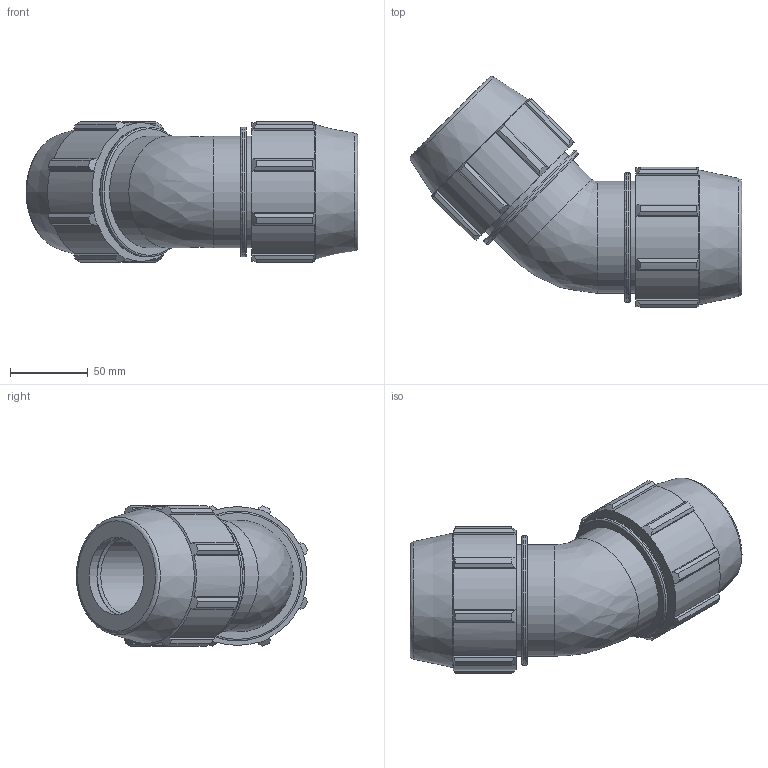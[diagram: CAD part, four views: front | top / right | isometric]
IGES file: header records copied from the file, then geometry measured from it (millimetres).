
Global section: file name: 070600050_180600050_0706060500A.ipt; native system: Autodesk Inventor 2015; preprocessor: unknown; author: KIM; date: 20170606.172140; units: millimetre
Bounding box: 213.59 x 148.75 x 90.33 mm (x, y, z)
Volume: 717946.6 mm3; surface area: 108962.9 mm2
Topology: 1 solids, 1 shells, 146 faces, 417 edges, 281 vertices
Faces by surface type: plane 74, cylinder 38, cone 20, revolution 14
Full cylindrical faces by diameter (mm): 72 x4, 83.52 x2
